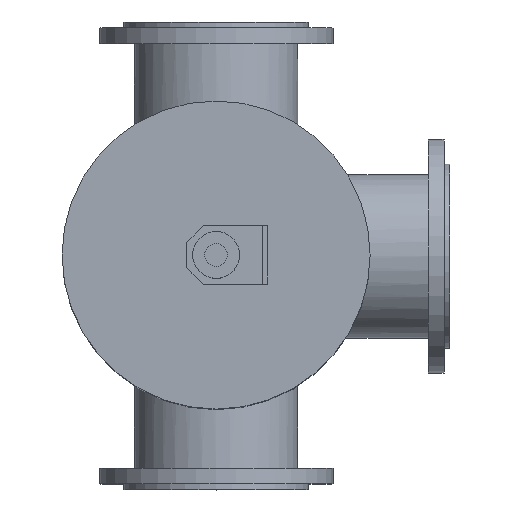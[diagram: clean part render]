
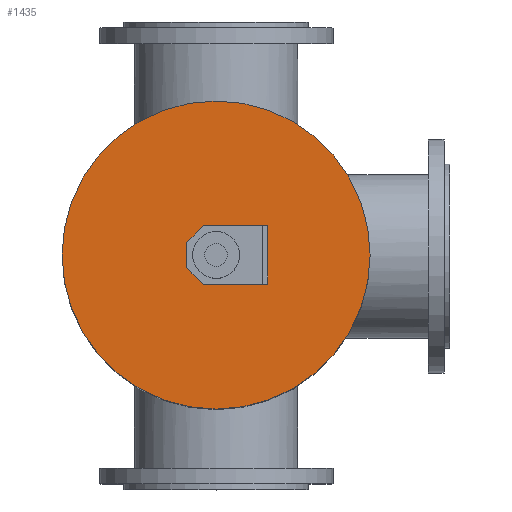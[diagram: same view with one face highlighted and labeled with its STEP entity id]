
A CAD part, top view. The second image highlights one B-rep face of the part: STEP entity #1435.
In plain terms, the highlighted planar face has unit normal (0, 0, 1).
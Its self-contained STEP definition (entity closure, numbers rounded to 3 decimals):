
#337=FACE_OUTER_BOUND('',#437,.T.);
#437=EDGE_LOOP('',(#1037));
#596=CIRCLE('',#1608,131.75);
#697=VERTEX_POINT('',#2286);
#830=EDGE_CURVE('',#697,#697,#596,.T.);
#1037=ORIENTED_EDGE('',*,*,#830,.F.);
#1393=PLANE('',#1607);
#1435=ADVANCED_FACE('',(#337),#1393,.T.);
#1607=AXIS2_PLACEMENT_3D('',#2285,#1838,#1839);
#1608=AXIS2_PLACEMENT_3D('',#2287,#1840,#1841);
#1838=DIRECTION('center_axis',(0.,0.,1.));
#1839=DIRECTION('ref_axis',(1.,0.,0.));
#1840=DIRECTION('center_axis',(0.,0.,-1.));
#1841=DIRECTION('ref_axis',(-1.,0.,0.));
#2285=CARTESIAN_POINT('Origin',(-65.875,0.,462.9));
#2286=CARTESIAN_POINT('',(131.75,0.,462.9));
#2287=CARTESIAN_POINT('Origin',(0.,0.,462.9));
